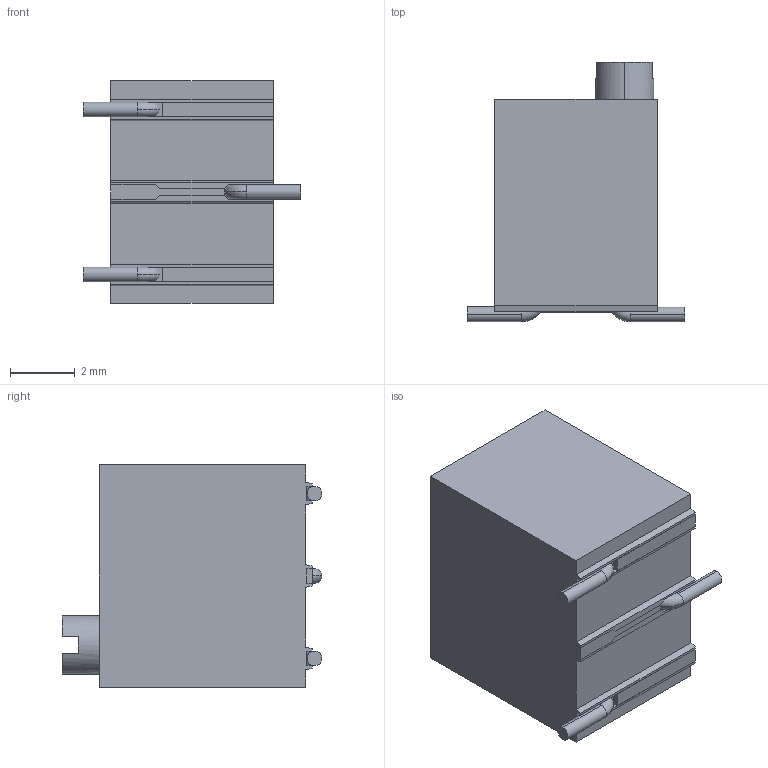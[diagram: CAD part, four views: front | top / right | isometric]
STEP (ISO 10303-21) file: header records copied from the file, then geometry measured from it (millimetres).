
FILE_DESCRIPTION (( 'STEP AP214' ), '1' );
FILE_NAME ('TS63Y203KR10.STEP', '2022-02-01T16:12:57', ( '' ), ( '' ), 'SwSTEP 2.0', 'SolidWorks 2017', '' );
FILE_SCHEMA (( 'AUTOMOTIVE_DESIGN' ));
Length unit declared in the file: millimetre
Products named in the file (1): TS63Y203KR10
Bounding box: 6.7 x 8 x 6.85 mm (x, y, z)
Volume: 222.8 mm3; surface area: 265 mm2
Topology: 8 solids, 8 shells, 86 faces, 210 edges, 140 vertices
Faces by surface type: plane 72, cylinder 8, torus 6
Entity records: 2609 total; most frequent: CARTESIAN_POINT 437, DIRECTION 422, ORIENTED_EDGE 420, EDGE_CURVE 210, LINE 172, VECTOR 172, VERTEX_POINT 140, AXIS2_PLACEMENT_3D 125
